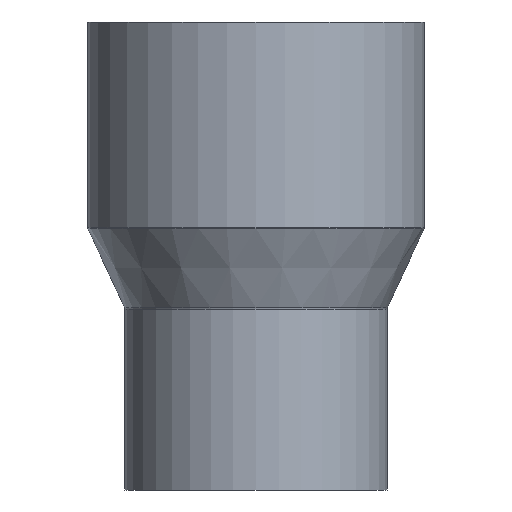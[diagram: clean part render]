
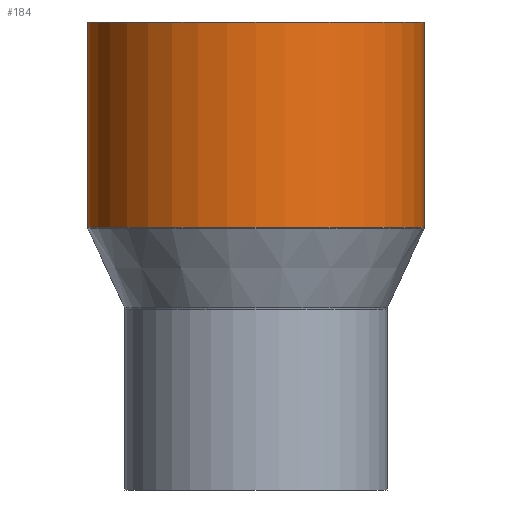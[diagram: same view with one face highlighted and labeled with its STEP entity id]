
A CAD part, front view. The second image highlights one B-rep face of the part: STEP entity #184.
In plain terms, the highlighted cylindrical face has radius 90 mm (diameter 180 mm), a partial arc.
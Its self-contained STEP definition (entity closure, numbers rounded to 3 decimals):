
#9 = VERTEX_POINT ( 'NONE', #231 ) ;
#12 = CARTESIAN_POINT ( 'NONE',  ( 0., 0., 19.362 ) ) ;
#14 = CARTESIAN_POINT ( 'NONE',  ( -90., 0., 128.92 ) ) ;
#39 = EDGE_CURVE ( 'NONE', #421, #468, #651, .T. ) ;
#60 = CARTESIAN_POINT ( 'NONE',  ( 90., 0., 19.362 ) ) ;
#77 = CARTESIAN_POINT ( 'NONE',  ( -90., 0., 19.362 ) ) ;
#95 = VECTOR ( 'NONE', #482, 1000. ) ;
#105 = ORIENTED_EDGE ( 'NONE', *, *, #208, .T. ) ;
#110 = ORIENTED_EDGE ( 'NONE', *, *, #39, .F. ) ;
#134 = DIRECTION ( 'NONE',  ( 0., 0., -1. ) ) ;
#143 = DIRECTION ( 'NONE',  ( 0., 0., -1. ) ) ;
#184 = ADVANCED_FACE ( 'NONE', ( #302 ), #392, .T. ) ;
#208 = EDGE_CURVE ( 'NONE', #9, #497, #537, .T. ) ;
#223 = DIRECTION ( 'NONE',  ( -1., 0., 0. ) ) ;
#231 = CARTESIAN_POINT ( 'NONE',  ( 90., 0., 128.92 ) ) ;
#270 = EDGE_LOOP ( 'NONE', ( #309, #105, #304, #110 ) ) ;
#275 = CARTESIAN_POINT ( 'NONE',  ( 90., 0., -16.533 ) ) ;
#302 = FACE_OUTER_BOUND ( 'NONE', #270, .T. ) ;
#304 = ORIENTED_EDGE ( 'NONE', *, *, #522, .T. ) ;
#306 = DIRECTION ( 'NONE',  ( -1., 0., 0. ) ) ;
#309 = ORIENTED_EDGE ( 'NONE', *, *, #549, .F. ) ;
#331 = DIRECTION ( 'NONE',  ( 0., 0., -1. ) ) ;
#334 = CARTESIAN_POINT ( 'NONE',  ( -90., 0., -16.533 ) ) ;
#392 = CYLINDRICAL_SURFACE ( 'NONE', #566, 90. ) ;
#398 = DIRECTION ( 'NONE',  ( -1., 0., 0. ) ) ;
#421 = VERTEX_POINT ( 'NONE', #60 ) ;
#468 = VERTEX_POINT ( 'NONE', #77 ) ;
#472 = DIRECTION ( 'NONE',  ( 0., 0., -1. ) ) ;
#482 = DIRECTION ( 'NONE',  ( 0., 0., -1. ) ) ;
#497 = VERTEX_POINT ( 'NONE', #14 ) ;
#504 = CARTESIAN_POINT ( 'NONE',  ( 0., 0., -16.533 ) ) ;
#522 = EDGE_CURVE ( 'NONE', #497, #468, #526, .T. ) ;
#526 = LINE ( 'NONE', #334, #597 ) ;
#537 = CIRCLE ( 'NONE', #622, 90. ) ;
#541 = CARTESIAN_POINT ( 'NONE',  ( 0., 0., 128.92 ) ) ;
#549 = EDGE_CURVE ( 'NONE', #9, #421, #624, .T. ) ;
#566 = AXIS2_PLACEMENT_3D ( 'NONE', #504, #143, #398 ) ;
#577 = AXIS2_PLACEMENT_3D ( 'NONE', #12, #472, #223 ) ;
#597 = VECTOR ( 'NONE', #331, 1000. ) ;
#622 = AXIS2_PLACEMENT_3D ( 'NONE', #541, #134, #306 ) ;
#624 = LINE ( 'NONE', #275, #95 ) ;
#651 = CIRCLE ( 'NONE', #577, 90. ) ;
